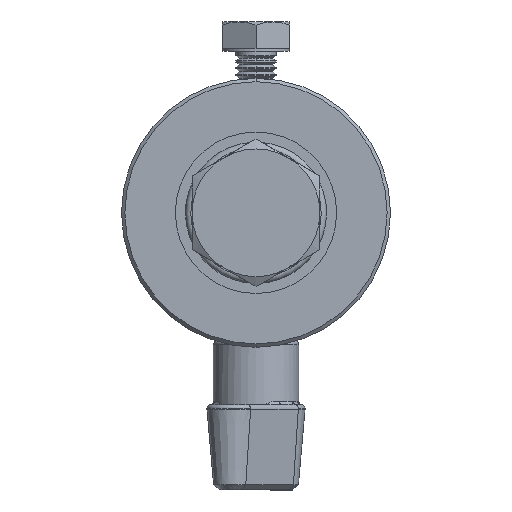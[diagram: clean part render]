
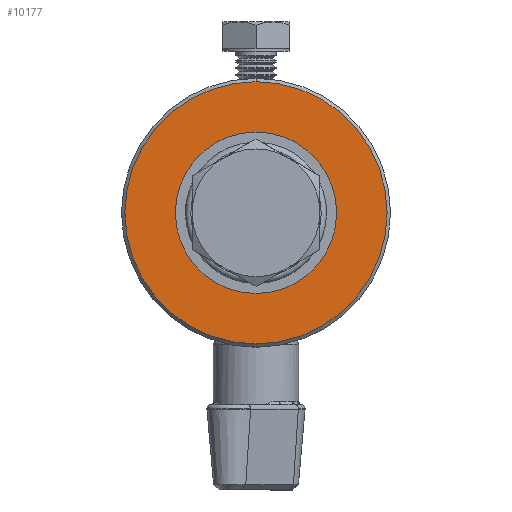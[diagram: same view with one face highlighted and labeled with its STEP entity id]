
A CAD part, front view. The second image highlights one B-rep face of the part: STEP entity #10177.
In plain terms, the highlighted planar face has unit normal (0, -1, 0).
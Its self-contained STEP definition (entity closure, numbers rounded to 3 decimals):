
#466 = FACE_OUTER_BOUND ( 'NONE', #789, .T. ) ;
#653 = DIRECTION ( 'NONE',  ( 0., 0., -1. ) ) ;
#789 = EDGE_LOOP ( 'NONE', ( #4009, #2610 ) ) ;
#1219 = EDGE_CURVE ( 'NONE', #10640, #2019, #5640, .T. ) ;
#1485 = AXIS2_PLACEMENT_3D ( 'NONE', #14080, #7563, #653 ) ;
#1741 = FACE_BOUND ( 'NONE', #10067, .T. ) ;
#2019 = VERTEX_POINT ( 'NONE', #9703 ) ;
#2348 = DIRECTION ( 'NONE',  ( 0., -1., 0. ) ) ;
#2610 = ORIENTED_EDGE ( 'NONE', *, *, #1219, .T. ) ;
#3123 = PLANE ( 'NONE',  #15752 ) ;
#3476 = DIRECTION ( 'NONE',  ( 0., 0., 1. ) ) ;
#3953 = CARTESIAN_POINT ( 'NONE',  ( 0., 0., -5.1 ) ) ;
#4009 = ORIENTED_EDGE ( 'NONE', *, *, #13704, .T. ) ;
#4153 = VERTEX_POINT ( 'NONE', #3953 ) ;
#4841 = DIRECTION ( 'NONE',  ( 0., 0., 1. ) ) ;
#5640 = CIRCLE ( 'NONE', #8371, 19.5 ) ;
#6127 = CARTESIAN_POINT ( 'NONE',  ( 0., 0., 0. ) ) ;
#6561 = ORIENTED_EDGE ( 'NONE', *, *, #9624, .F. ) ;
#6769 = DIRECTION ( 'NONE',  ( 0., -1., 0. ) ) ;
#6832 = CIRCLE ( 'NONE', #14224, 5.1 ) ;
#6851 = DIRECTION ( 'NONE',  ( 0., 0., -1. ) ) ;
#7563 = DIRECTION ( 'NONE',  ( 0., -1., 0. ) ) ;
#7824 = DIRECTION ( 'NONE',  ( 0., -1., 0. ) ) ;
#7874 = CIRCLE ( 'NONE', #14991, 19.5 ) ;
#8359 = CARTESIAN_POINT ( 'NONE',  ( 0., 0., 0. ) ) ;
#8371 = AXIS2_PLACEMENT_3D ( 'NONE', #6127, #2348, #3476 ) ;
#9624 = EDGE_CURVE ( 'NONE', #4153, #12520, #11077, .T. ) ;
#9703 = CARTESIAN_POINT ( 'NONE',  ( 0., 0., 19.5 ) ) ;
#10067 = EDGE_LOOP ( 'NONE', ( #6561, #15415 ) ) ;
#10177 = ADVANCED_FACE ( 'NONE', ( #1741, #466 ), #3123, .F. ) ;
#10630 = CARTESIAN_POINT ( 'NONE',  ( 0., 0., 0. ) ) ;
#10640 = VERTEX_POINT ( 'NONE', #14232 ) ;
#11077 = CIRCLE ( 'NONE', #1485, 5.1 ) ;
#12306 = DIRECTION ( 'NONE',  ( 0., 0., 1. ) ) ;
#12520 = VERTEX_POINT ( 'NONE', #14007 ) ;
#13591 = DIRECTION ( 'NONE',  ( 0., 1., 0. ) ) ;
#13704 = EDGE_CURVE ( 'NONE', #2019, #10640, #7874, .T. ) ;
#14007 = CARTESIAN_POINT ( 'NONE',  ( 0., 0., 5.1 ) ) ;
#14080 = CARTESIAN_POINT ( 'NONE',  ( 0., 0., 0. ) ) ;
#14224 = AXIS2_PLACEMENT_3D ( 'NONE', #10630, #6769, #6851 ) ;
#14232 = CARTESIAN_POINT ( 'NONE',  ( 0., 0., -19.5 ) ) ;
#14991 = AXIS2_PLACEMENT_3D ( 'NONE', #15543, #7824, #4841 ) ;
#15415 = ORIENTED_EDGE ( 'NONE', *, *, #15615, .F. ) ;
#15543 = CARTESIAN_POINT ( 'NONE',  ( 0., 0., 0. ) ) ;
#15615 = EDGE_CURVE ( 'NONE', #12520, #4153, #6832, .T. ) ;
#15752 = AXIS2_PLACEMENT_3D ( 'NONE', #8359, #13591, #12306 ) ;
